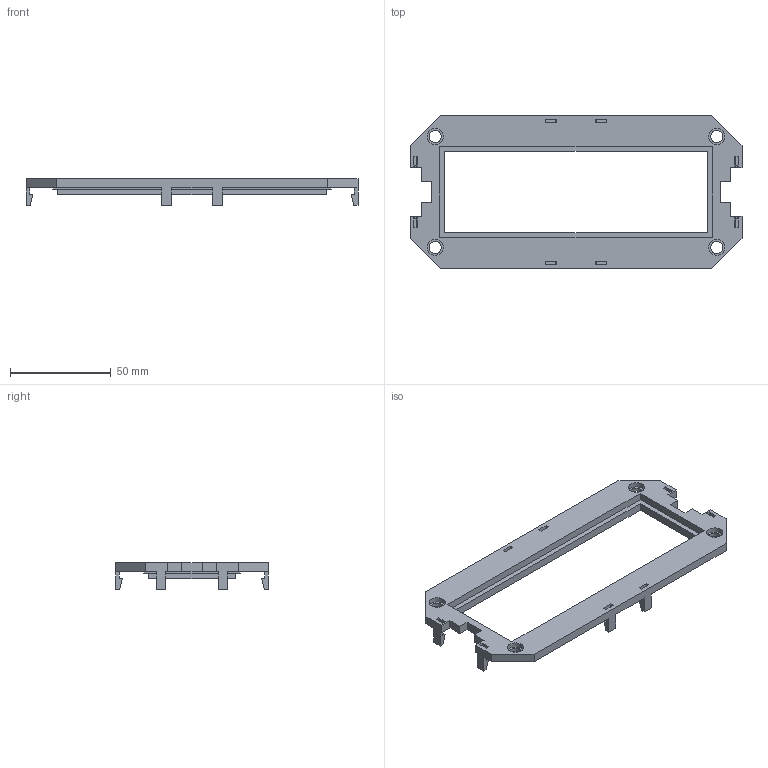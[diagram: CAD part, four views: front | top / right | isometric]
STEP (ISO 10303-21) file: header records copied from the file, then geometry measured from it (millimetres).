
FILE_DESCRIPTION (( 'STEP AP214' ), '1' );
FILE_NAME ('7408753.stp', '2018-10-12T11:43:13', ( '' ), ( '' ), 'SwSTEP 2.0', 'SolidWorks 2018', '' );
FILE_SCHEMA (( 'AUTOMOTIVE_DESIGN' ));
Length unit declared in the file: millimetre
Products named in the file (1): 7408753
Bounding box: 165 x 76 x 13 mm (x, y, z)
Volume: 18781.8 mm3; surface area: 22819 mm2
Topology: 1 solids, 1 shells, 205 faces, 612 edges, 408 vertices
Faces by surface type: plane 177, cylinder 28
Entity records: 6888 total; most frequent: CARTESIAN_POINT 1226, ORIENTED_EDGE 1224, DIRECTION 1080, EDGE_CURVE 612, VECTOR 556, LINE 556, VERTEX_POINT 408, AXIS2_PLACEMENT_3D 262
